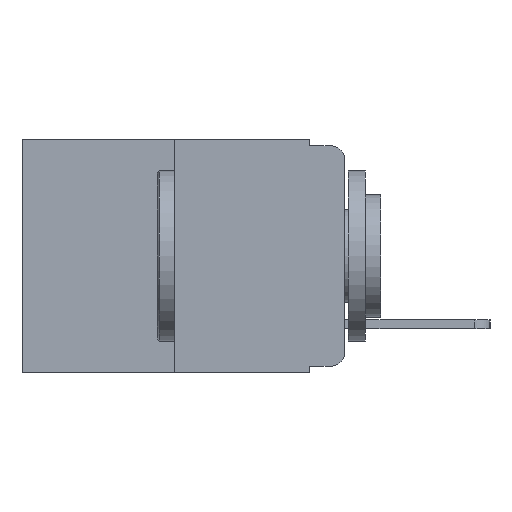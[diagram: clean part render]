
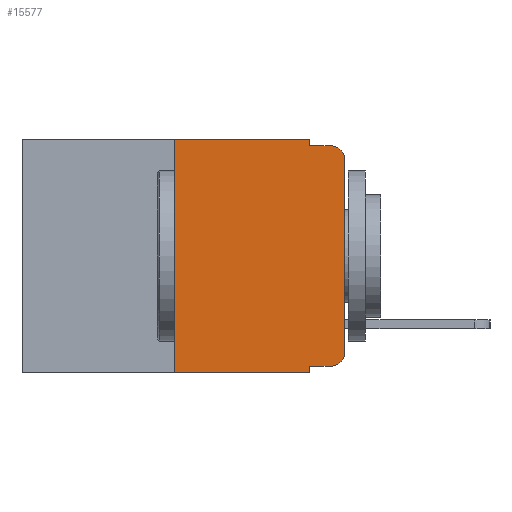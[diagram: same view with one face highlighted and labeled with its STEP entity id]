
A CAD part, left-side view. The second image highlights one B-rep face of the part: STEP entity #15577.
In plain terms, the highlighted planar face has unit normal (-1, 0, 0).
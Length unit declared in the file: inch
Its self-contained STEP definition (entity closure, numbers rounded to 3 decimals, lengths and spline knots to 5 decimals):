
#67 = VERTEX_POINT ( 'NONE', #7270 ) ;
#300 = ORIENTED_EDGE ( 'NONE', *, *, #20677, .F. ) ;
#340 = EDGE_CURVE ( 'NONE', #8352, #8227, #3241, .T. ) ;
#580 = CARTESIAN_POINT ( 'NONE',  ( 0., 0.051, -0.333 ) ) ;
#839 = CARTESIAN_POINT ( 'NONE',  ( 0., 0., -0.03 ) ) ;
#980 = VERTEX_POINT ( 'NONE', #5583 ) ;
#1022 = DIRECTION ( 'NONE',  ( 0., 0., -1. ) ) ;
#1463 = EDGE_CURVE ( 'NONE', #19222, #8227, #9709, .T. ) ;
#2049 = EDGE_CURVE ( 'NONE', #10369, #20008, #15650, .T. ) ;
#2145 = ORIENTED_EDGE ( 'NONE', *, *, #1463, .T. ) ;
#2427 = VECTOR ( 'NONE', #11657, 39.37008 ) ;
#2580 = EDGE_CURVE ( 'NONE', #67, #19222, #13604, .T. ) ;
#3168 = AXIS2_PLACEMENT_3D ( 'NONE', #9330, #11019, #1022 ) ;
#3241 = LINE ( 'NONE', #12434, #10569 ) ;
#3916 = DIRECTION ( 'NONE',  ( 0., -1., 0. ) ) ;
#3933 = CARTESIAN_POINT ( 'NONE',  ( 0., 0.02, -0.01 ) ) ;
#4466 = ORIENTED_EDGE ( 'NONE', *, *, #2580, .T. ) ;
#5583 = CARTESIAN_POINT ( 'NONE',  ( 0., 0.051, -0.343 ) ) ;
#5758 = LINE ( 'NONE', #10533, #14070 ) ;
#5777 = CARTESIAN_POINT ( 'NONE',  ( 0., 0.02, -0.03 ) ) ;
#6110 = DIRECTION ( 'NONE',  ( 0., 0., -1. ) ) ;
#6612 = CARTESIAN_POINT ( 'NONE',  ( 0., 0.051, 0. ) ) ;
#6649 = VECTOR ( 'NONE', #13418, 39.37008 ) ;
#6846 = DIRECTION ( 'NONE',  ( -1., 0., 0. ) ) ;
#7105 = DIRECTION ( 'NONE',  ( 0., -1., 0. ) ) ;
#7179 = ORIENTED_EDGE ( 'NONE', *, *, #16329, .T. ) ;
#7270 = CARTESIAN_POINT ( 'NONE',  ( 0., 0., -0.313 ) ) ;
#7693 = VERTEX_POINT ( 'NONE', #9216 ) ;
#7840 = DIRECTION ( 'NONE',  ( -1., 0., 0. ) ) ;
#7962 = CARTESIAN_POINT ( 'NONE',  ( 0., 0.473, -0.343 ) ) ;
#8227 = VERTEX_POINT ( 'NONE', #3933 ) ;
#8352 = VERTEX_POINT ( 'NONE', #15805 ) ;
#8483 = VERTEX_POINT ( 'NONE', #12949 ) ;
#8588 = DIRECTION ( 'NONE',  ( 0., 0., 1. ) ) ;
#9216 = CARTESIAN_POINT ( 'NONE',  ( 0., 0.051, -0.333 ) ) ;
#9330 = CARTESIAN_POINT ( 'NONE',  ( 0., 0.473, 0. ) ) ;
#9583 = EDGE_LOOP ( 'NONE', ( #4466, #2145, #12576, #300, #18441, #12335, #12083, #17424, #10537, #7179 ) ) ;
#9590 = DIRECTION ( 'NONE',  ( 0., -1., 0. ) ) ;
#9709 = CIRCLE ( 'NONE', #13580, 0.02 ) ;
#10369 = VERTEX_POINT ( 'NONE', #20158 ) ;
#10533 = CARTESIAN_POINT ( 'NONE',  ( 0., 0.051, 0. ) ) ;
#10537 = ORIENTED_EDGE ( 'NONE', *, *, #17414, .T. ) ;
#10569 = VECTOR ( 'NONE', #7105, 39.37008 ) ;
#10796 = VERTEX_POINT ( 'NONE', #16449 ) ;
#11019 = DIRECTION ( 'NONE',  ( 1., 0., 0. ) ) ;
#11548 = LINE ( 'NONE', #16681, #19213 ) ;
#11657 = DIRECTION ( 'NONE',  ( 0., -1., 0. ) ) ;
#11757 = CARTESIAN_POINT ( 'NONE',  ( 0., 0.051, 0. ) ) ;
#12083 = ORIENTED_EDGE ( 'NONE', *, *, #17696, .T. ) ;
#12335 = ORIENTED_EDGE ( 'NONE', *, *, #19592, .F. ) ;
#12434 = CARTESIAN_POINT ( 'NONE',  ( 0., 0.051, -0.01 ) ) ;
#12576 = ORIENTED_EDGE ( 'NONE', *, *, #340, .F. ) ;
#12949 = CARTESIAN_POINT ( 'NONE',  ( 0., 0.02, -0.333 ) ) ;
#12961 = VECTOR ( 'NONE', #3916, 39.37008 ) ;
#13418 = DIRECTION ( 'NONE',  ( 0., 0., -1. ) ) ;
#13513 = AXIS2_PLACEMENT_3D ( 'NONE', #17665, #7840, #19300 ) ;
#13580 = AXIS2_PLACEMENT_3D ( 'NONE', #5777, #6846, #6110 ) ;
#13604 = LINE ( 'NONE', #19178, #17932 ) ;
#13924 = DIRECTION ( 'NONE',  ( 0., 0., -1. ) ) ;
#14070 = VECTOR ( 'NONE', #13924, 39.37008 ) ;
#14779 = FACE_OUTER_BOUND ( 'NONE', #9583, .T. ) ;
#15406 = LINE ( 'NONE', #11757, #6649 ) ;
#15577 = ADVANCED_FACE ( 'NONE', ( #14779 ), #19167, .F. ) ;
#15650 = LINE ( 'NONE', #19151, #2427 ) ;
#15805 = CARTESIAN_POINT ( 'NONE',  ( 0., 0.051, -0.01 ) ) ;
#16329 = EDGE_CURVE ( 'NONE', #8483, #67, #17305, .T. ) ;
#16449 = CARTESIAN_POINT ( 'NONE',  ( 0., 0.25, -0.343 ) ) ;
#16681 = CARTESIAN_POINT ( 'NONE',  ( 0., 0.25, 0. ) ) ;
#16738 = LINE ( 'NONE', #7962, #20328 ) ;
#17305 = CIRCLE ( 'NONE', #13513, 0.02 ) ;
#17414 = EDGE_CURVE ( 'NONE', #7693, #8483, #17803, .T. ) ;
#17424 = ORIENTED_EDGE ( 'NONE', *, *, #18518, .F. ) ;
#17665 = CARTESIAN_POINT ( 'NONE',  ( 0., 0.02, -0.313 ) ) ;
#17696 = EDGE_CURVE ( 'NONE', #10796, #980, #16738, .T. ) ;
#17803 = LINE ( 'NONE', #580, #12961 ) ;
#17932 = VECTOR ( 'NONE', #20558, 39.37008 ) ;
#18441 = ORIENTED_EDGE ( 'NONE', *, *, #2049, .F. ) ;
#18518 = EDGE_CURVE ( 'NONE', #7693, #980, #15406, .T. ) ;
#19151 = CARTESIAN_POINT ( 'NONE',  ( 0., 0.473, 0. ) ) ;
#19167 = PLANE ( 'NONE',  #3168 ) ;
#19178 = CARTESIAN_POINT ( 'NONE',  ( 0., 0., 0. ) ) ;
#19213 = VECTOR ( 'NONE', #8588, 39.37008 ) ;
#19222 = VERTEX_POINT ( 'NONE', #839 ) ;
#19300 = DIRECTION ( 'NONE',  ( 0., 0., -1. ) ) ;
#19592 = EDGE_CURVE ( 'NONE', #10796, #10369, #11548, .T. ) ;
#20008 = VERTEX_POINT ( 'NONE', #6612 ) ;
#20158 = CARTESIAN_POINT ( 'NONE',  ( 0., 0.25, 0. ) ) ;
#20328 = VECTOR ( 'NONE', #9590, 39.37008 ) ;
#20558 = DIRECTION ( 'NONE',  ( 0., 0., 1. ) ) ;
#20677 = EDGE_CURVE ( 'NONE', #20008, #8352, #5758, .T. ) ;
